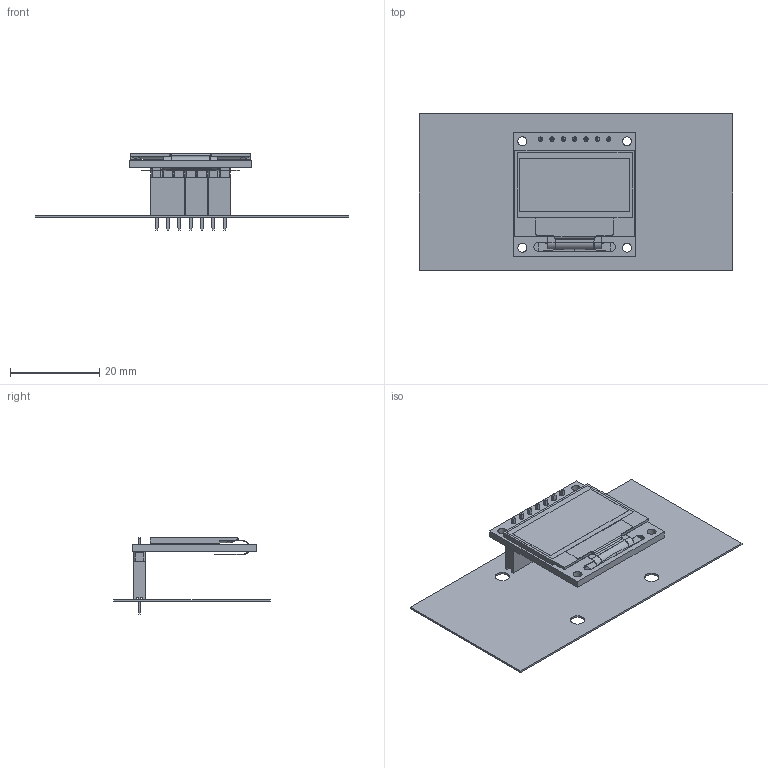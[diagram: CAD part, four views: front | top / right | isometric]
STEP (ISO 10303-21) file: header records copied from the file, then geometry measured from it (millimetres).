
FILE_DESCRIPTION(('Open CASCADE Model'),'2;1');
FILE_NAME('Open CASCADE Shape Model','2024-08-20T12:28:12',('Author'),( 'Open CASCADE'),'Open CASCADE STEP processor 7.5','Open CASCADE 7.5' ,'Unknown');
FILE_SCHEMA(('AUTOMOTIVE_DESIGN { 1 0 10303 214 1 1 1 1 }'));
Length unit declared in the file: millimetre
Products named in the file (14): PCB; Board; Open CASCADE STEP translator 7.5 2.1.1; U1; female_header_a-bl254-eg-g02d; female_header_a-bl254-eg-g03d; OLED128X64SPI; Designator13; User_Library-Header_Male_7Pin; User_Library-Header_Male_7Pin_PinArray; User_Library-Header_Male_7Pin_BodyArray; Free-Models; User_Library-096OLED_SSD1305_1306_UG-2864HMBEG01
Assembly tree (14 placements, depth 6):
  PCB
    Board
      Open CASCADE STEP translator 7.5 2.1.1
    U1
      female_header_a-bl254-eg-g02d  x2
      female_header_a-bl254-eg-g03d
      OLED128X64SPI
        Board
        Designator13
          User_Library-Header_Male_7Pin
            User_Library-Header_Male_7Pin_PinArray
            User_Library-Header_Male_7Pin_BodyArray
        Free-Models
          User_Library-096OLED_SSD1305_1306_UG-2864HMBEG01
Bounding box: 70 x 35 x 17.12 mm (x, y, z)
Volume: 3048 mm3; surface area: 9968.3 mm2
Topology: 21 solids, 21 shells, 1430 faces, 3910 edges, 2521 vertices
Faces by surface type: plane 981, cylinder 379, bspline 66, torus 2, sphere 2
Full cylindrical faces by diameter (mm): 1 x14, 2 x4, 3.2 x4
Entity records: 58232 total; most frequent: CARTESIAN_POINT 18025, ORIENTED_EDGE 7324, DIRECTION 5618, EDGE_CURVE 3662, VERTEX_POINT 2361, AXIS2_PLACEMENT_3D 1927, LINE 1764, VECTOR 1764
